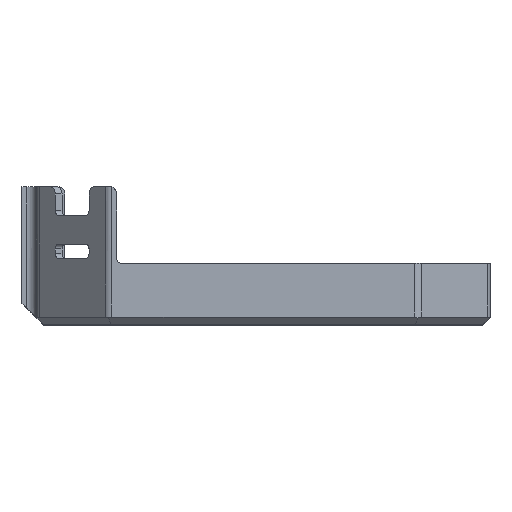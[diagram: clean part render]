
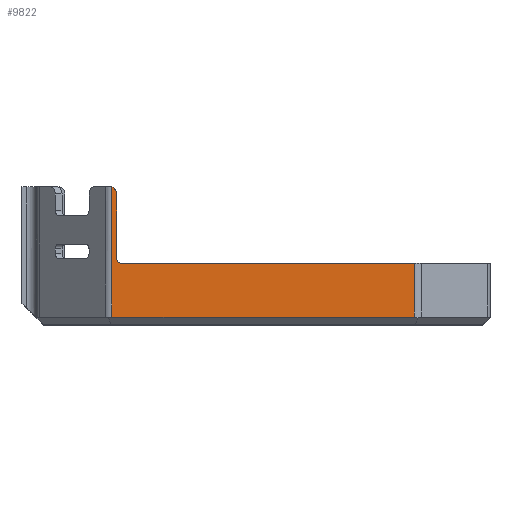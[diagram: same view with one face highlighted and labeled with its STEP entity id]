
A CAD part, top view. The second image highlights one B-rep face of the part: STEP entity #9822.
In plain terms, the highlighted planar face has unit normal (0, 0, 1).
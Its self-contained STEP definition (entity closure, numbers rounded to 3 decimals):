
#308 = ORIENTED_EDGE ( 'NONE', *, *, #6491, .F. ) ;
#426 = DIRECTION ( 'NONE',  ( 1., 0., 0. ) ) ;
#649 = CARTESIAN_POINT ( 'NONE',  ( 79.172, 12.8, 0. ) ) ;
#680 = EDGE_CURVE ( 'NONE', #3245, #10449, #8627, .T. ) ;
#864 = CARTESIAN_POINT ( 'NONE',  ( 16.8, 27.3, 0. ) ) ;
#1341 = AXIS2_PLACEMENT_3D ( 'NONE', #4848, #12022, #5940 ) ;
#1367 = CARTESIAN_POINT ( 'NONE',  ( 79.172, 1.5, 0. ) ) ;
#1384 = DIRECTION ( 'NONE',  ( 1., 0., 0. ) ) ;
#1492 = CARTESIAN_POINT ( 'NONE',  ( 79.172, 12.8, 0. ) ) ;
#2089 = EDGE_CURVE ( 'NONE', #10609, #6147, #3790, .T. ) ;
#2310 = CARTESIAN_POINT ( 'NONE',  ( 80., 1.5, 0. ) ) ;
#2729 = CARTESIAN_POINT ( 'NONE',  ( 0., 2.8, 0. ) ) ;
#2914 = ORIENTED_EDGE ( 'NONE', *, *, #4106, .T. ) ;
#3245 = VERTEX_POINT ( 'NONE', #6895 ) ;
#3445 = EDGE_CURVE ( 'NONE', #11037, #10609, #5104, .T. ) ;
#3790 = LINE ( 'NONE', #1492, #7719 ) ;
#3861 = ORIENTED_EDGE ( 'NONE', *, *, #680, .T. ) ;
#3920 = CARTESIAN_POINT ( 'NONE',  ( 16.8, 13.8, 0. ) ) ;
#4094 = DIRECTION ( 'NONE',  ( 0., -1., 0. ) ) ;
#4106 = EDGE_CURVE ( 'NONE', #7899, #11037, #6925, .T. ) ;
#4116 = CARTESIAN_POINT ( 'NONE',  ( 16.8, 28.8, 0. ) ) ;
#4565 = AXIS2_PLACEMENT_3D ( 'NONE', #6694, #6611, #6840 ) ;
#4783 = DIRECTION ( 'NONE',  ( -1., 0., 0. ) ) ;
#4848 = CARTESIAN_POINT ( 'NONE',  ( 15.3, 27.3, 0. ) ) ;
#5104 = LINE ( 'NONE', #2310, #10606 ) ;
#5535 = VECTOR ( 'NONE', #1384, 1000. ) ;
#5737 = ORIENTED_EDGE ( 'NONE', *, *, #8323, .F. ) ;
#5940 = DIRECTION ( 'NONE',  ( -1., 0., 0. ) ) ;
#6095 = AXIS2_PLACEMENT_3D ( 'NONE', #2729, #10965, #4783 ) ;
#6147 = VERTEX_POINT ( 'NONE', #649 ) ;
#6178 = DIRECTION ( 'NONE',  ( 0., -1., 0. ) ) ;
#6491 = EDGE_CURVE ( 'NONE', #3245, #6147, #6603, .T. ) ;
#6603 = LINE ( 'NONE', #8617, #5535 ) ;
#6611 = DIRECTION ( 'NONE',  ( 0., 0., -1. ) ) ;
#6694 = CARTESIAN_POINT ( 'NONE',  ( 17.8, 13.8, 0. ) ) ;
#6795 = ORIENTED_EDGE ( 'NONE', *, *, #6914, .T. ) ;
#6840 = DIRECTION ( 'NONE',  ( -1., 0., 0. ) ) ;
#6895 = CARTESIAN_POINT ( 'NONE',  ( 17.8, 12.8, 0. ) ) ;
#6914 = EDGE_CURVE ( 'NONE', #8210, #7899, #8809, .T. ) ;
#6925 = LINE ( 'NONE', #13224, #8995 ) ;
#7215 = EDGE_LOOP ( 'NONE', ( #5737, #6795, #2914, #9195, #8069, #308, #3861 ) ) ;
#7719 = VECTOR ( 'NONE', #10273, 1000. ) ;
#7899 = VERTEX_POINT ( 'NONE', #12667 ) ;
#7921 = PLANE ( 'NONE',  #6095 ) ;
#8069 = ORIENTED_EDGE ( 'NONE', *, *, #2089, .T. ) ;
#8210 = VERTEX_POINT ( 'NONE', #864 ) ;
#8273 = CARTESIAN_POINT ( 'NONE',  ( 15.828, 1.5, 0. ) ) ;
#8323 = EDGE_CURVE ( 'NONE', #8210, #10449, #11848, .T. ) ;
#8617 = CARTESIAN_POINT ( 'NONE',  ( 15., 12.8, 0. ) ) ;
#8627 = CIRCLE ( 'NONE', #4565, 1. ) ;
#8809 = CIRCLE ( 'NONE', #1341, 1.5 ) ;
#8995 = VECTOR ( 'NONE', #4094, 1000. ) ;
#9195 = ORIENTED_EDGE ( 'NONE', *, *, #3445, .T. ) ;
#9822 = ADVANCED_FACE ( 'NONE', ( #11727 ), #7921, .F. ) ;
#10273 = DIRECTION ( 'NONE',  ( 0., 1., 0. ) ) ;
#10449 = VERTEX_POINT ( 'NONE', #3920 ) ;
#10606 = VECTOR ( 'NONE', #426, 1000. ) ;
#10609 = VERTEX_POINT ( 'NONE', #1367 ) ;
#10965 = DIRECTION ( 'NONE',  ( 0., 0., -1. ) ) ;
#11037 = VERTEX_POINT ( 'NONE', #8273 ) ;
#11308 = VECTOR ( 'NONE', #6178, 1000. ) ;
#11727 = FACE_OUTER_BOUND ( 'NONE', #7215, .T. ) ;
#11848 = LINE ( 'NONE', #4116, #11308 ) ;
#12022 = DIRECTION ( 'NONE',  ( 0., 0., 1. ) ) ;
#12667 = CARTESIAN_POINT ( 'NONE',  ( 15.828, 28.704, 0. ) ) ;
#13224 = CARTESIAN_POINT ( 'NONE',  ( 15.828, 1.5, 0. ) ) ;
